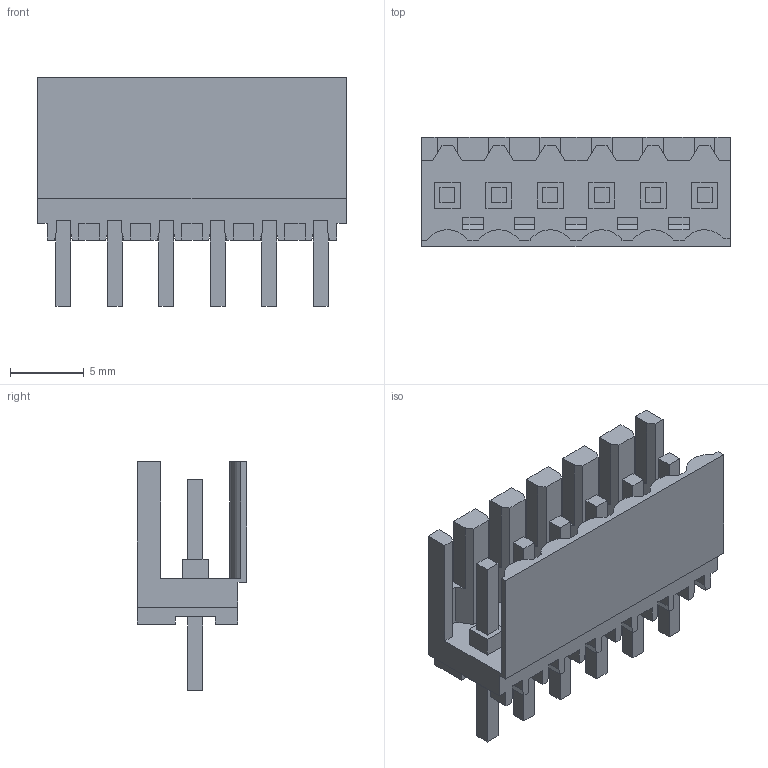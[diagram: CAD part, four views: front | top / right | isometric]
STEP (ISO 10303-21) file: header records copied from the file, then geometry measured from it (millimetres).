
FILE_DESCRIPTION(('CATIA V5 STEP Exchange','CAx-IF Rec.Pracs.--- Model Styling and Organization---1.2---2011-12-15'),'2;1');
FILE_NAME ('D1453212_0_1604960000_1604960000.stp','2018-03-13T07:12:35+00:00',('none'),('Weidmueller'),'CATIA Version 5-6 Release 2014','CATIA V5 STEP AP214','none');
FILE_SCHEMA(('AUTOMOTIVE_DESIGN { 1 0 10303 214 1 1 1 1 }'));
Length unit declared in the file: millimetre
Products named in the file (1): 1604960000
Bounding box: 21 x 7.45 x 15.55 mm (x, y, z)
Volume: 674.5 mm3; surface area: 1941.7 mm2
Topology: 7 solids, 7 shells, 360 faces, 1052 edges, 717 vertices
Faces by surface type: plane 354, cylinder 6
Entity records: 11453 total; most frequent: ORIENTED_EDGE 2104, CARTESIAN_POINT 2000, DIRECTION 1512, EDGE_CURVE 1052, VECTOR 1040, LINE 1040, VERTEX_POINT 717, EDGE_LOOP 383
